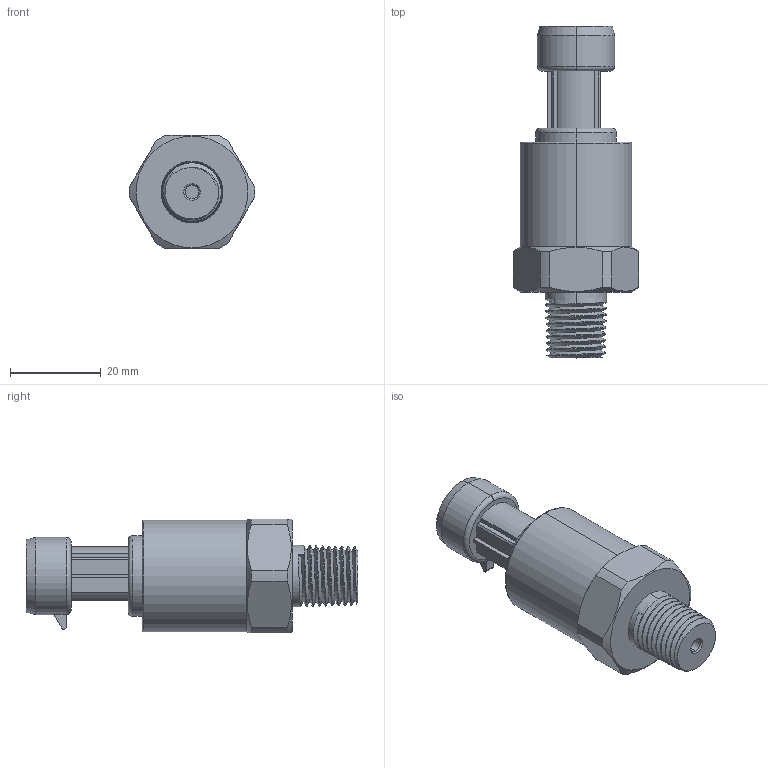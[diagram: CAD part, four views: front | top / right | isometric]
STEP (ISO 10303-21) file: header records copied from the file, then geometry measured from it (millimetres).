
FILE_DESCRIPTION (( 'STEP AP203' ), '1' );
FILE_NAME ('WNK81MA-1£¯4NPT-PACK.STEP', '2023-03-03T05:29:53', ( '' ), ( '' ), 'SwSTEP 2.0', 'SolidWorks 2017', '' );
FILE_SCHEMA (( 'CONFIG_CONTROL_DESIGN' ));
Length unit declared in the file: millimetre
Products named in the file (3): WNK81MA-1／4NPT-PACK; PACK諉芛-23.85; WNK81MA-1／4NPT
Assembly tree (2 placements, depth 2):
  WNK81MA-1／4NPT-PACK
    PACK諉芛-23.85
    WNK81MA-1／4NPT
Bounding box: 27.59 x 73.1 x 25 mm (x, y, z)
Volume: 21841.6 mm3; surface area: 8066.1 mm2
Topology: 2 solids, 2 shells, 159 faces, 393 edges, 249 vertices
Faces by surface type: plane 81, cone 35, cylinder 33, torus 8, bspline 2
Entity records: 7806 total; most frequent: CARTESIAN_POINT 3777, ORIENTED_EDGE 786, DIRECTION 761, EDGE_CURVE 393, AXIS2_PLACEMENT_3D 267, VERTEX_POINT 249, LINE 227, VECTOR 227
